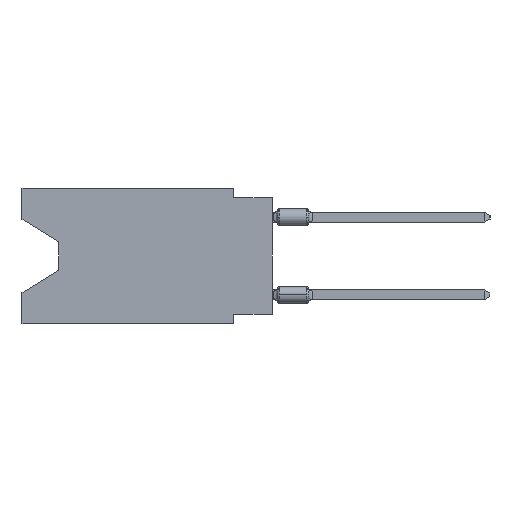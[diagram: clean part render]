
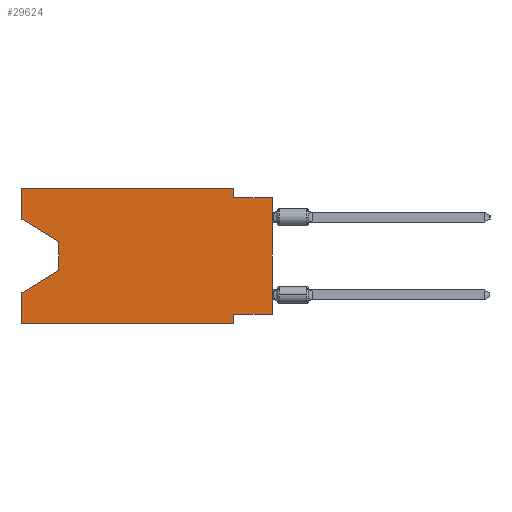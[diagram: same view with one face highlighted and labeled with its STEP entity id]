
A CAD part, left-side view. The second image highlights one B-rep face of the part: STEP entity #29624.
In plain terms, the highlighted planar face has unit normal (-1, 0, 0).
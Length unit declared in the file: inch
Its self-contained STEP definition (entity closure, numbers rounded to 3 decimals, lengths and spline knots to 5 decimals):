
#95 = DIRECTION ( 'NONE',  ( 0., -1., 0. ) ) ;
#126 = LINE ( 'NONE', #62814, #25802 ) ;
#664 = LINE ( 'NONE', #33005, #21467 ) ;
#708 = DIRECTION ( 'NONE',  ( 0., 0., -1. ) ) ;
#937 = ORIENTED_EDGE ( 'NONE', *, *, #30201, .T. ) ;
#3326 = VERTEX_POINT ( 'NONE', #35843 ) ;
#3699 = LINE ( 'NONE', #67040, #60078 ) ;
#4175 = DIRECTION ( 'NONE',  ( 0., 0., -1. ) ) ;
#4583 = DIRECTION ( 'NONE',  ( 0., 0., 1. ) ) ;
#5222 = CARTESIAN_POINT ( 'NONE',  ( 0., 0.645, 0. ) ) ;
#6252 = EDGE_CURVE ( 'NONE', #56183, #16488, #57299, .T. ) ;
#6454 = CARTESIAN_POINT ( 'NONE',  ( 0., 0., -0.325 ) ) ;
#6843 = FACE_OUTER_BOUND ( 'NONE', #60798, .T. ) ;
#7060 = ORIENTED_EDGE ( 'NONE', *, *, #35409, .T. ) ;
#9964 = LINE ( 'NONE', #35827, #17469 ) ;
#10187 = ORIENTED_EDGE ( 'NONE', *, *, #57160, .F. ) ;
#11170 = CARTESIAN_POINT ( 'NONE',  ( 0., 0.55, -0.212 ) ) ;
#11370 = EDGE_CURVE ( 'NONE', #35082, #21000, #21369, .T. ) ;
#12175 = EDGE_CURVE ( 'NONE', #31100, #21402, #47108, .T. ) ;
#12178 = CARTESIAN_POINT ( 'NONE',  ( 0., 0., -0.025 ) ) ;
#13193 = ORIENTED_EDGE ( 'NONE', *, *, #6252, .T. ) ;
#13207 = VECTOR ( 'NONE', #60363, 39.37008 ) ;
#13310 = VERTEX_POINT ( 'NONE', #6454 ) ;
#13457 = VECTOR ( 'NONE', #35467, 39.37008 ) ;
#14389 = CARTESIAN_POINT ( 'NONE',  ( 0., 0.645, -0.08025 ) ) ;
#15732 = DIRECTION ( 'NONE',  ( 1., 0., 0. ) ) ;
#16488 = VERTEX_POINT ( 'NONE', #32984 ) ;
#16528 = VERTEX_POINT ( 'NONE', #17673 ) ;
#17271 = VECTOR ( 'NONE', #52737, 39.37008 ) ;
#17469 = VECTOR ( 'NONE', #36834, 39.37008 ) ;
#17673 = CARTESIAN_POINT ( 'NONE',  ( 0., 0.1, -0.325 ) ) ;
#17995 = DIRECTION ( 'NONE',  ( 0., 0., 1. ) ) ;
#18030 = EDGE_CURVE ( 'NONE', #13310, #16528, #3699, .T. ) ;
#18697 = EDGE_CURVE ( 'NONE', #21402, #29222, #49866, .T. ) ;
#20178 = CARTESIAN_POINT ( 'NONE',  ( 0., 0., -0.025 ) ) ;
#20357 = DIRECTION ( 'NONE',  ( 0., 1., 0. ) ) ;
#21000 = VERTEX_POINT ( 'NONE', #36265 ) ;
#21369 = LINE ( 'NONE', #11170, #17271 ) ;
#21402 = VERTEX_POINT ( 'NONE', #33825 ) ;
#21467 = VECTOR ( 'NONE', #48347, 39.37008 ) ;
#22523 = LINE ( 'NONE', #43303, #13207 ) ;
#25452 = VERTEX_POINT ( 'NONE', #30147 ) ;
#25628 = VECTOR ( 'NONE', #34047, 39.37008 ) ;
#25802 = VECTOR ( 'NONE', #4583, 39.37008 ) ;
#26936 = PLANE ( 'NONE',  #61814 ) ;
#29062 = CARTESIAN_POINT ( 'NONE',  ( 0., 0.1, 0. ) ) ;
#29222 = VERTEX_POINT ( 'NONE', #64147 ) ;
#29624 = ADVANCED_FACE ( 'NONE', ( #6843 ), #26936, .F. ) ;
#29943 = CARTESIAN_POINT ( 'NONE',  ( 0., 0.645, -0.35 ) ) ;
#30147 = CARTESIAN_POINT ( 'NONE',  ( 0., 0.1, -0.35 ) ) ;
#30201 = EDGE_CURVE ( 'NONE', #13310, #65611, #65006, .T. ) ;
#31100 = VERTEX_POINT ( 'NONE', #63688 ) ;
#31404 = ORIENTED_EDGE ( 'NONE', *, *, #52719, .F. ) ;
#31407 = VECTOR ( 'NONE', #95, 39.37008 ) ;
#32698 = CARTESIAN_POINT ( 'NONE',  ( 0., 0.645, 0. ) ) ;
#32984 = CARTESIAN_POINT ( 'NONE',  ( 0., 0.55, -0.138 ) ) ;
#33005 = CARTESIAN_POINT ( 'NONE',  ( 0., 0.55, -0.138 ) ) ;
#33825 = CARTESIAN_POINT ( 'NONE',  ( 0., 0.1, 0. ) ) ;
#34047 = DIRECTION ( 'NONE',  ( 0., -1., 0. ) ) ;
#35082 = VERTEX_POINT ( 'NONE', #62390 ) ;
#35242 = ORIENTED_EDGE ( 'NONE', *, *, #18030, .F. ) ;
#35409 = EDGE_CURVE ( 'NONE', #3326, #25452, #39163, .T. ) ;
#35467 = DIRECTION ( 'NONE',  ( 0., -0.855, -0.519 ) ) ;
#35827 = CARTESIAN_POINT ( 'NONE',  ( 0., 0.1, -0.35 ) ) ;
#35843 = CARTESIAN_POINT ( 'NONE',  ( 0., 0.645, -0.35 ) ) ;
#36265 = CARTESIAN_POINT ( 'NONE',  ( 0., 0.645, -0.26975 ) ) ;
#36808 = ORIENTED_EDGE ( 'NONE', *, *, #38801, .T. ) ;
#36834 = DIRECTION ( 'NONE',  ( 0., 0., -1. ) ) ;
#37205 = ORIENTED_EDGE ( 'NONE', *, *, #11370, .T. ) ;
#37641 = ORIENTED_EDGE ( 'NONE', *, *, #12175, .F. ) ;
#38801 = EDGE_CURVE ( 'NONE', #16488, #35082, #664, .T. ) ;
#39092 = CARTESIAN_POINT ( 'NONE',  ( 0., 0., 0. ) ) ;
#39163 = LINE ( 'NONE', #29943, #25628 ) ;
#40965 = DIRECTION ( 'NONE',  ( 0., -1., 0. ) ) ;
#41982 = ORIENTED_EDGE ( 'NONE', *, *, #18697, .F. ) ;
#43303 = CARTESIAN_POINT ( 'NONE',  ( 0., 0.645, 0. ) ) ;
#43476 = ORIENTED_EDGE ( 'NONE', *, *, #55214, .F. ) ;
#43835 = VECTOR ( 'NONE', #40965, 39.37008 ) ;
#46082 = LINE ( 'NONE', #20178, #43835 ) ;
#47108 = LINE ( 'NONE', #5222, #31407 ) ;
#48347 = DIRECTION ( 'NONE',  ( 0., 0., -1. ) ) ;
#49866 = LINE ( 'NONE', #29062, #55759 ) ;
#50222 = CARTESIAN_POINT ( 'NONE',  ( 0., 0.645, -0.08025 ) ) ;
#52719 = EDGE_CURVE ( 'NONE', #56183, #31100, #126, .T. ) ;
#52737 = DIRECTION ( 'NONE',  ( 0., 0.855, -0.519 ) ) ;
#54238 = EDGE_CURVE ( 'NONE', #16528, #25452, #9964, .T. ) ;
#55175 = VECTOR ( 'NONE', #17995, 39.37008 ) ;
#55214 = EDGE_CURVE ( 'NONE', #3326, #21000, #22523, .T. ) ;
#55759 = VECTOR ( 'NONE', #4175, 39.37008 ) ;
#56183 = VERTEX_POINT ( 'NONE', #50222 ) ;
#57160 = EDGE_CURVE ( 'NONE', #29222, #65611, #46082, .T. ) ;
#57299 = LINE ( 'NONE', #14389, #13457 ) ;
#58442 = ORIENTED_EDGE ( 'NONE', *, *, #54238, .F. ) ;
#60078 = VECTOR ( 'NONE', #20357, 39.37008 ) ;
#60363 = DIRECTION ( 'NONE',  ( 0., 0., 1. ) ) ;
#60798 = EDGE_LOOP ( 'NONE', ( #13193, #36808, #37205, #43476, #7060, #58442, #35242, #937, #10187, #41982, #37641, #31404 ) ) ;
#61814 = AXIS2_PLACEMENT_3D ( 'NONE', #32698, #15732, #708 ) ;
#62390 = CARTESIAN_POINT ( 'NONE',  ( 0., 0.55, -0.212 ) ) ;
#62814 = CARTESIAN_POINT ( 'NONE',  ( 0., 0.645, 0. ) ) ;
#63688 = CARTESIAN_POINT ( 'NONE',  ( 0., 0.645, 0. ) ) ;
#64147 = CARTESIAN_POINT ( 'NONE',  ( 0., 0.1, -0.025 ) ) ;
#65006 = LINE ( 'NONE', #39092, #55175 ) ;
#65611 = VERTEX_POINT ( 'NONE', #12178 ) ;
#67040 = CARTESIAN_POINT ( 'NONE',  ( 0., 0., -0.325 ) ) ;
